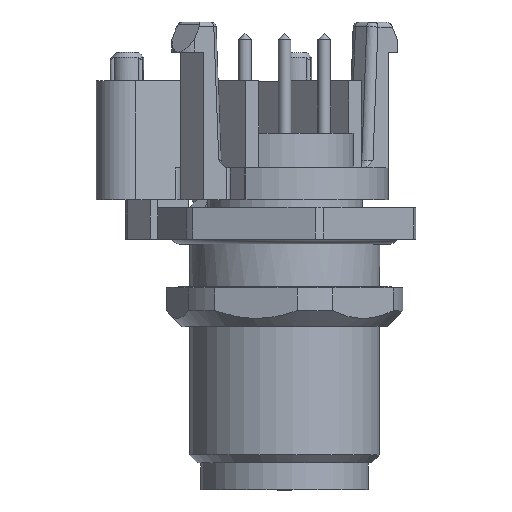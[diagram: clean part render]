
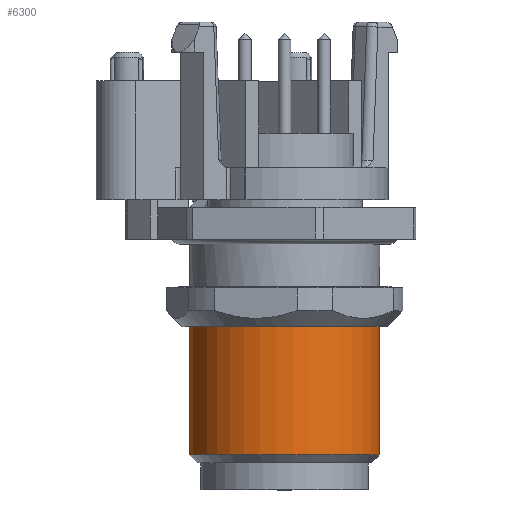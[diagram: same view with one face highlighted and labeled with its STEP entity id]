
A CAD part, top view. The second image highlights one B-rep face of the part: STEP entity #6300.
In plain terms, the highlighted cylindrical face has radius 6 mm (diameter 12 mm), a full revolution.
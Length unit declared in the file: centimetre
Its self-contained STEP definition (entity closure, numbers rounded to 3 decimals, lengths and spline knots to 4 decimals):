
#254=FACE_BOUND('',#1250,.T.);
#883=FACE_OUTER_BOUND('',#1249,.T.);
#1249=EDGE_LOOP('',(#4688));
#1250=EDGE_LOOP('',(#4689));
#1675=CIRCLE('',#6718,0.6);
#1676=CIRCLE('',#6719,0.6);
#3029=VERTEX_POINT('',#9272);
#3030=VERTEX_POINT('',#9274);
#3686=EDGE_CURVE('',#3029,#3029,#1675,.T.);
#3687=EDGE_CURVE('',#3030,#3030,#1676,.T.);
#4688=ORIENTED_EDGE('',*,*,#3686,.F.);
#4689=ORIENTED_EDGE('',*,*,#3687,.F.);
#6159=CYLINDRICAL_SURFACE('',#6717,0.6);
#6300=ADVANCED_FACE('',(#883,#254),#6159,.T.);
#6717=AXIS2_PLACEMENT_3D('',#9271,#7511,#7512);
#6718=AXIS2_PLACEMENT_3D('',#9273,#7513,#7514);
#6719=AXIS2_PLACEMENT_3D('',#9275,#7515,#7516);
#7511=DIRECTION('center_axis',(0.,-1.,0.));
#7512=DIRECTION('ref_axis',(0.259,0.,0.966));
#7513=DIRECTION('center_axis',(0.,-1.,0.));
#7514=DIRECTION('ref_axis',(-0.259,0.,-0.966));
#7515=DIRECTION('center_axis',(0.,1.,0.));
#7516=DIRECTION('ref_axis',(0.259,0.,0.966));
#9271=CARTESIAN_POINT('Origin',(0.,1.245,0.));
#9272=CARTESIAN_POINT('',(0.1553,0.59,0.5796));
#9273=CARTESIAN_POINT('Origin',(0.,0.59,
0.));
#9274=CARTESIAN_POINT('',(-0.1553,1.4,-0.5796));
#9275=CARTESIAN_POINT('Origin',(0.,1.4,
0.));
